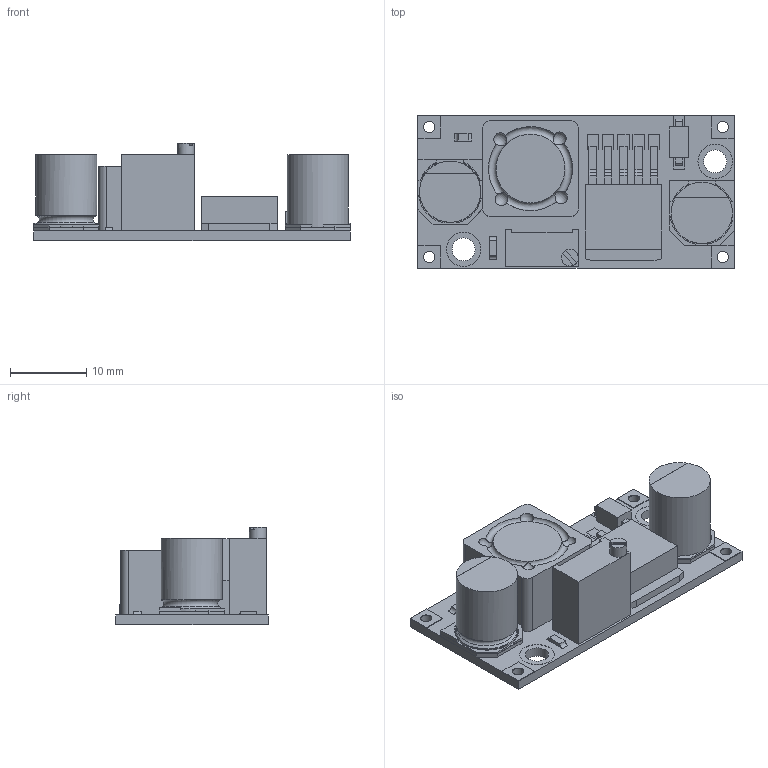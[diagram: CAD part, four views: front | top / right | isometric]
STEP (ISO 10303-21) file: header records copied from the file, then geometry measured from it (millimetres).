
FILE_DESCRIPTION (( 'STEP AP214' ), '1' );
FILE_NAME ('LM2596-ADJ.STEP', '2019-04-08T18:08:43', ( '' ), ( '' ), 'SwSTEP 2.0', 'SolidWorks 2018', '' );
FILE_SCHEMA (( 'AUTOMOTIVE_DESIGN' ));
Length unit declared in the file: millimetre
Products named in the file (2): LM2596-ADJ
Bounding box: 41.4 x 20 x 12.8 mm (x, y, z)
Volume: 4252.8 mm3; surface area: 4203.1 mm2
Topology: 18 solids, 18 shells, 312 faces, 797 edges, 526 vertices
Faces by surface type: plane 251, cylinder 53, torus 7, cone 1
Full cylindrical faces by diameter (mm): 1.5 x8, 2.2 x1, 3 x2, 4.5 x2, 8 x3
Entity records: 11540 total; most frequent: CARTESIAN_POINT 1791, ORIENTED_EDGE 1518, DIRECTION 1504, EDGE_CURVE 759, LINE 626, VECTOR 626, VERTEX_POINT 514, AXIS2_PLACEMENT_3D 439
